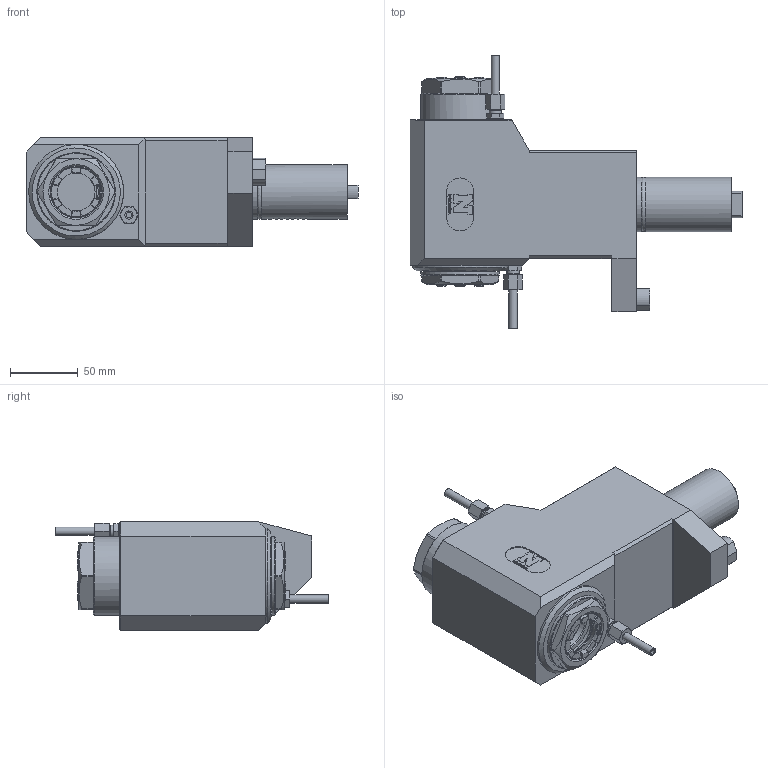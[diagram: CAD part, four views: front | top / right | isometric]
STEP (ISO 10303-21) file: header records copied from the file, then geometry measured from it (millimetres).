
FILE_DESCRIPTION(/* description */ ('8 039 46 042.02'),/* implementation_level */ '2;1');
FILE_NAME(/* name */ '8 039 46 042.02',/* time_stamp */ '2022-02-14T12:33:05+01:00',/* author */ ('heimatec GmbH'),/* organization */ (''),/* preprocessor_version */ 'ST-DEVELOPER v16.7',/* originating_system */ 'Solid Edge',/* authorisation */ 'Unknown');
FILE_SCHEMA (('AUTOMOTIVE_DESIGN {1 0 10303 214 3 1 1}'));
Length unit declared in the file: millimetre
Products named in the file (1): Part9
Bounding box: 245 x 201.5 x 80 mm (x, y, z)
Volume: 1436804.4 mm3; surface area: 116663.4 mm2
Topology: 1 solids, 3 shells, 554 faces, 1439 edges, 944 vertices
Faces by surface type: plane 317, cylinder 171, cone 53, torus 11, bspline 2
Full cylindrical faces by diameter (mm): 0.425 x1, 0.51 x1, 1.6 x2, 4 x2, 6 x2, 8.917 x2, 12 x1, 27.9 x2, 36.5 x2, 38.376 x4, 38.6 x2, 40 x4, 40.2 x2, 50 x4, 50.2 x1, 58 x3, 70 x1
Entity records: 16805 total; most frequent: CARTESIAN_POINT 3992, ORIENTED_EDGE 2640, DIRECTION 2517, EDGE_CURVE 1320, AXIS2_PLACEMENT_3D 910, VERTEX_POINT 897, LINE 697, VECTOR 697
